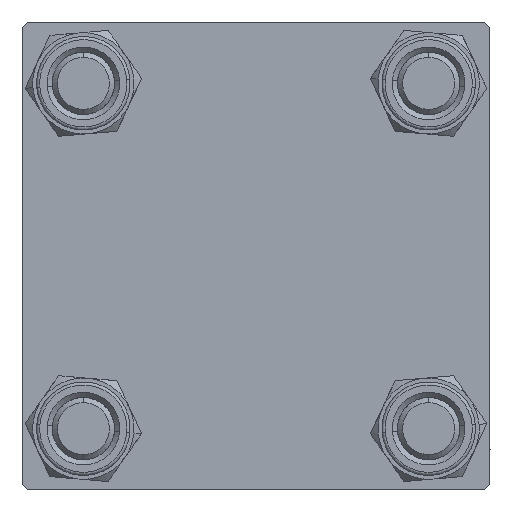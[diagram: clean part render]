
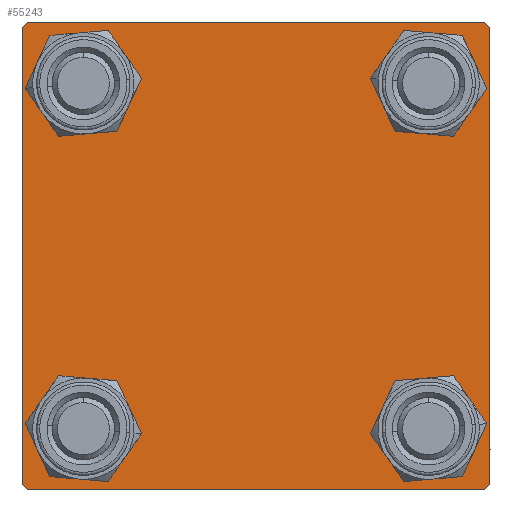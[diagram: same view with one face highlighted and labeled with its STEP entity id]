
A CAD part, left-side view. The second image highlights one B-rep face of the part: STEP entity #55243.
In plain terms, the highlighted planar face has unit normal (-1, 0, 0).
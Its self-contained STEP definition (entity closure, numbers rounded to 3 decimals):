
#448 = DIRECTION ( 'NONE',  ( 1., 0., 0. ) ) ;
#1048 = CARTESIAN_POINT ( 'NONE',  ( 0., 16.6, -13.1 ) ) ;
#1546 = EDGE_LOOP ( 'NONE', ( #16921, #36595 ) ) ;
#1657 = DIRECTION ( 'NONE',  ( 0., 0.707, -0.707 ) ) ;
#2201 = CARTESIAN_POINT ( 'NONE',  ( 0., 16.6, 13.1 ) ) ;
#2254 = CARTESIAN_POINT ( 'NONE',  ( 0., -22.25, -22.25 ) ) ;
#2391 = VERTEX_POINT ( 'NONE', #20479 ) ;
#3130 = AXIS2_PLACEMENT_3D ( 'NONE', #56004, #52270, #43383 ) ;
#3519 = DIRECTION ( 'NONE',  ( 0., 0.707, 0.707 ) ) ;
#4558 = EDGE_CURVE ( 'NONE', #21334, #2391, #13153, .T. ) ;
#4808 = VERTEX_POINT ( 'NONE', #47283 ) ;
#4885 = EDGE_CURVE ( 'NONE', #51605, #41387, #40515, .T. ) ;
#5281 = DIRECTION ( 'NONE',  ( 1., 0., 0. ) ) ;
#6990 = DIRECTION ( 'NONE',  ( 0., 0., 1. ) ) ;
#7023 = CARTESIAN_POINT ( 'NONE',  ( 0., 22.5, 22. ) ) ;
#7435 = CIRCLE ( 'NONE', #43224, 3.5 ) ;
#7903 = ORIENTED_EDGE ( 'NONE', *, *, #29969, .T. ) ;
#8119 = CARTESIAN_POINT ( 'NONE',  ( 0., -22., -22.5 ) ) ;
#9298 = VECTOR ( 'NONE', #30650, 1000. ) ;
#9366 = FACE_BOUND ( 'NONE', #34275, .T. ) ;
#9600 = CARTESIAN_POINT ( 'NONE',  ( 0., -16.6, 16.6 ) ) ;
#9771 = DIRECTION ( 'NONE',  ( 0., 0., 1. ) ) ;
#10222 = DIRECTION ( 'NONE',  ( -1., 0., 0. ) ) ;
#10764 = VERTEX_POINT ( 'NONE', #31152 ) ;
#10793 = CARTESIAN_POINT ( 'NONE',  ( 0., 16.6, 16.6 ) ) ;
#11051 = VERTEX_POINT ( 'NONE', #8119 ) ;
#11137 = AXIS2_PLACEMENT_3D ( 'NONE', #18854, #10222, #49881 ) ;
#11306 = DIRECTION ( 'NONE',  ( 1., 0., 0. ) ) ;
#11483 = LINE ( 'NONE', #32735, #19387 ) ;
#11857 = CARTESIAN_POINT ( 'NONE',  ( 0., 16.6, -16.6 ) ) ;
#12008 = ORIENTED_EDGE ( 'NONE', *, *, #4885, .T. ) ;
#12223 = LINE ( 'NONE', #41841, #40361 ) ;
#12292 = CARTESIAN_POINT ( 'NONE',  ( 0., 22.5, 22.5 ) ) ;
#12990 = AXIS2_PLACEMENT_3D ( 'NONE', #29445, #20569, #46998 ) ;
#13153 = LINE ( 'NONE', #12292, #9298 ) ;
#13687 = VERTEX_POINT ( 'NONE', #54009 ) ;
#13728 = EDGE_CURVE ( 'NONE', #48285, #37892, #40740, .T. ) ;
#13901 = AXIS2_PLACEMENT_3D ( 'NONE', #14753, #30618, #48171 ) ;
#13977 = DIRECTION ( 'NONE',  ( 0., 0., 1. ) ) ;
#14524 = ORIENTED_EDGE ( 'NONE', *, *, #53865, .T. ) ;
#14753 = CARTESIAN_POINT ( 'NONE',  ( 0., -16.6, -16.6 ) ) ;
#14828 = FACE_OUTER_BOUND ( 'NONE', #32610, .T. ) ;
#15202 = ORIENTED_EDGE ( 'NONE', *, *, #54963, .T. ) ;
#15386 = VECTOR ( 'NONE', #19801, 1000. ) ;
#15641 = CARTESIAN_POINT ( 'NONE',  ( 0., -22.25, 22.25 ) ) ;
#16002 = ORIENTED_EDGE ( 'NONE', *, *, #44480, .T. ) ;
#16921 = ORIENTED_EDGE ( 'NONE', *, *, #20752, .T. ) ;
#17811 = EDGE_CURVE ( 'NONE', #46590, #20042, #38234, .T. ) ;
#18077 = CIRCLE ( 'NONE', #50197, 3.5 ) ;
#18234 = VECTOR ( 'NONE', #33933, 1000. ) ;
#18854 = CARTESIAN_POINT ( 'NONE',  ( 0., 0., 0. ) ) ;
#19387 = VECTOR ( 'NONE', #50279, 1000. ) ;
#19801 = DIRECTION ( 'NONE',  ( 0., -0.707, 0.707 ) ) ;
#20001 = DIRECTION ( 'NONE',  ( 0., 0., -1. ) ) ;
#20042 = VERTEX_POINT ( 'NONE', #47392 ) ;
#20267 = DIRECTION ( 'NONE',  ( 1., 0., 0. ) ) ;
#20479 = CARTESIAN_POINT ( 'NONE',  ( 0., -22., 22.5 ) ) ;
#20569 = DIRECTION ( 'NONE',  ( 1., 0., 0. ) ) ;
#20752 = EDGE_CURVE ( 'NONE', #27925, #13687, #52702, .T. ) ;
#21231 = ORIENTED_EDGE ( 'NONE', *, *, #13728, .T. ) ;
#21315 = AXIS2_PLACEMENT_3D ( 'NONE', #11857, #11306, #6990 ) ;
#21334 = VERTEX_POINT ( 'NONE', #41759 ) ;
#21708 = ORIENTED_EDGE ( 'NONE', *, *, #17811, .T. ) ;
#22297 = FACE_BOUND ( 'NONE', #22299, .T. ) ;
#22299 = EDGE_LOOP ( 'NONE', ( #28354, #16002 ) ) ;
#22412 = DIRECTION ( 'NONE',  ( 1., 0., 0. ) ) ;
#22570 = CARTESIAN_POINT ( 'NONE',  ( 0., -16.6, -16.6 ) ) ;
#22810 = DIRECTION ( 'NONE',  ( 0., 0., 1. ) ) ;
#23046 = VERTEX_POINT ( 'NONE', #54763 ) ;
#23782 = LINE ( 'NONE', #45354, #24761 ) ;
#24761 = VECTOR ( 'NONE', #1657, 1000. ) ;
#26635 = VECTOR ( 'NONE', #3519, 1000. ) ;
#27925 = VERTEX_POINT ( 'NONE', #49694 ) ;
#28353 = CARTESIAN_POINT ( 'NONE',  ( 0., -16.6, -20.1 ) ) ;
#28354 = ORIENTED_EDGE ( 'NONE', *, *, #45709, .T. ) ;
#28679 = LINE ( 'NONE', #2254, #15386 ) ;
#29443 = CIRCLE ( 'NONE', #13901, 3.5 ) ;
#29445 = CARTESIAN_POINT ( 'NONE',  ( 0., 16.6, -16.6 ) ) ;
#29608 = DIRECTION ( 'NONE',  ( 0., -0.707, -0.707 ) ) ;
#29615 = CARTESIAN_POINT ( 'NONE',  ( 0., 22.5, -22.5 ) ) ;
#29969 = EDGE_CURVE ( 'NONE', #11051, #23046, #28679, .T. ) ;
#30618 = DIRECTION ( 'NONE',  ( 1., 0., 0. ) ) ;
#30650 = DIRECTION ( 'NONE',  ( 0., -1., 0. ) ) ;
#31152 = CARTESIAN_POINT ( 'NONE',  ( 0., -16.6, -13.1 ) ) ;
#31875 = CARTESIAN_POINT ( 'NONE',  ( 0., 16.6, 16.6 ) ) ;
#32480 = VECTOR ( 'NONE', #29608, 1000. ) ;
#32610 = EDGE_LOOP ( 'NONE', ( #14524, #21708, #49272, #7903, #48136, #33786, #39329, #15202 ) ) ;
#32735 = CARTESIAN_POINT ( 'NONE',  ( 0., 22.5, 22.5 ) ) ;
#33108 = EDGE_CURVE ( 'NONE', #13687, #27925, #18077, .T. ) ;
#33203 = CIRCLE ( 'NONE', #35940, 3.5 ) ;
#33786 = ORIENTED_EDGE ( 'NONE', *, *, #52120, .T. ) ;
#33924 = CARTESIAN_POINT ( 'NONE',  ( 0., 22.25, -22.25 ) ) ;
#33933 = DIRECTION ( 'NONE',  ( 0., -1., 0. ) ) ;
#34275 = EDGE_LOOP ( 'NONE', ( #21231, #37460 ) ) ;
#35784 = FACE_BOUND ( 'NONE', #1546, .T. ) ;
#35940 = AXIS2_PLACEMENT_3D ( 'NONE', #10793, #20267, #55314 ) ;
#36595 = ORIENTED_EDGE ( 'NONE', *, *, #33108, .T. ) ;
#37460 = ORIENTED_EDGE ( 'NONE', *, *, #47715, .T. ) ;
#37892 = VERTEX_POINT ( 'NONE', #2201 ) ;
#38093 = VERTEX_POINT ( 'NONE', #7023 ) ;
#38234 = LINE ( 'NONE', #33924, #32480 ) ;
#38711 = EDGE_CURVE ( 'NONE', #20042, #11051, #56350, .T. ) ;
#39329 = ORIENTED_EDGE ( 'NONE', *, *, #4558, .F. ) ;
#40361 = VECTOR ( 'NONE', #20001, 1000. ) ;
#40515 = CIRCLE ( 'NONE', #12990, 3.5 ) ;
#40687 = PLANE ( 'NONE',  #11137 ) ;
#40740 = CIRCLE ( 'NONE', #52673, 3.5 ) ;
#41387 = VERTEX_POINT ( 'NONE', #47880 ) ;
#41759 = CARTESIAN_POINT ( 'NONE',  ( 0., 22., 22.5 ) ) ;
#41841 = CARTESIAN_POINT ( 'NONE',  ( 0., -22.5, 22.5 ) ) ;
#42282 = EDGE_LOOP ( 'NONE', ( #12008, #43294 ) ) ;
#42381 = CARTESIAN_POINT ( 'NONE',  ( 0., 22.5, -22. ) ) ;
#43224 = AXIS2_PLACEMENT_3D ( 'NONE', #22570, #448, #13977 ) ;
#43294 = ORIENTED_EDGE ( 'NONE', *, *, #49460, .T. ) ;
#43383 = DIRECTION ( 'NONE',  ( 0., 0., 1. ) ) ;
#44379 = VERTEX_POINT ( 'NONE', #28353 ) ;
#44480 = EDGE_CURVE ( 'NONE', #44379, #10764, #7435, .T. ) ;
#45354 = CARTESIAN_POINT ( 'NONE',  ( 0., 22.25, 22.25 ) ) ;
#45709 = EDGE_CURVE ( 'NONE', #10764, #44379, #29443, .T. ) ;
#46390 = LINE ( 'NONE', #15641, #26635 ) ;
#46590 = VERTEX_POINT ( 'NONE', #42381 ) ;
#46998 = DIRECTION ( 'NONE',  ( 0., 0., 1. ) ) ;
#47283 = CARTESIAN_POINT ( 'NONE',  ( 0., -22.5, 22. ) ) ;
#47392 = CARTESIAN_POINT ( 'NONE',  ( 0., 22., -22.5 ) ) ;
#47715 = EDGE_CURVE ( 'NONE', #37892, #48285, #33203, .T. ) ;
#47880 = CARTESIAN_POINT ( 'NONE',  ( 0., 16.6, -20.1 ) ) ;
#48136 = ORIENTED_EDGE ( 'NONE', *, *, #50356, .F. ) ;
#48171 = DIRECTION ( 'NONE',  ( 0., 0., 1. ) ) ;
#48285 = VERTEX_POINT ( 'NONE', #55389 ) ;
#49272 = ORIENTED_EDGE ( 'NONE', *, *, #38711, .T. ) ;
#49460 = EDGE_CURVE ( 'NONE', #41387, #51605, #56166, .T. ) ;
#49694 = CARTESIAN_POINT ( 'NONE',  ( 0., -16.6, 20.1 ) ) ;
#49881 = DIRECTION ( 'NONE',  ( 0., 0., 1. ) ) ;
#50197 = AXIS2_PLACEMENT_3D ( 'NONE', #9600, #5281, #22810 ) ;
#50279 = DIRECTION ( 'NONE',  ( 0., 0., -1. ) ) ;
#50356 = EDGE_CURVE ( 'NONE', #4808, #23046, #12223, .T. ) ;
#51605 = VERTEX_POINT ( 'NONE', #1048 ) ;
#52120 = EDGE_CURVE ( 'NONE', #4808, #2391, #46390, .T. ) ;
#52270 = DIRECTION ( 'NONE',  ( 1., 0., 0. ) ) ;
#52673 = AXIS2_PLACEMENT_3D ( 'NONE', #31875, #22412, #9771 ) ;
#52702 = CIRCLE ( 'NONE', #3130, 3.5 ) ;
#53865 = EDGE_CURVE ( 'NONE', #38093, #46590, #11483, .T. ) ;
#53894 = FACE_BOUND ( 'NONE', #42282, .T. ) ;
#54009 = CARTESIAN_POINT ( 'NONE',  ( 0., -16.6, 13.1 ) ) ;
#54763 = CARTESIAN_POINT ( 'NONE',  ( 0., -22.5, -22. ) ) ;
#54963 = EDGE_CURVE ( 'NONE', #21334, #38093, #23782, .T. ) ;
#55243 = ADVANCED_FACE ( 'NONE', ( #35784, #22297, #53894, #9366, #14828 ), #40687, .T. ) ;
#55314 = DIRECTION ( 'NONE',  ( 0., 0., 1. ) ) ;
#55389 = CARTESIAN_POINT ( 'NONE',  ( 0., 16.6, 20.1 ) ) ;
#56004 = CARTESIAN_POINT ( 'NONE',  ( 0., -16.6, 16.6 ) ) ;
#56166 = CIRCLE ( 'NONE', #21315, 3.5 ) ;
#56350 = LINE ( 'NONE', #29615, #18234 ) ;
